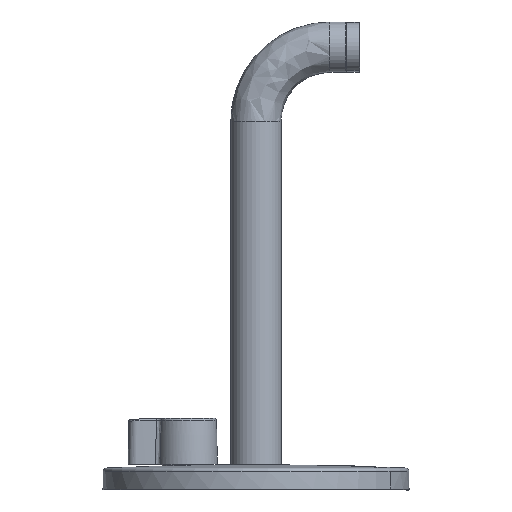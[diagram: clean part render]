
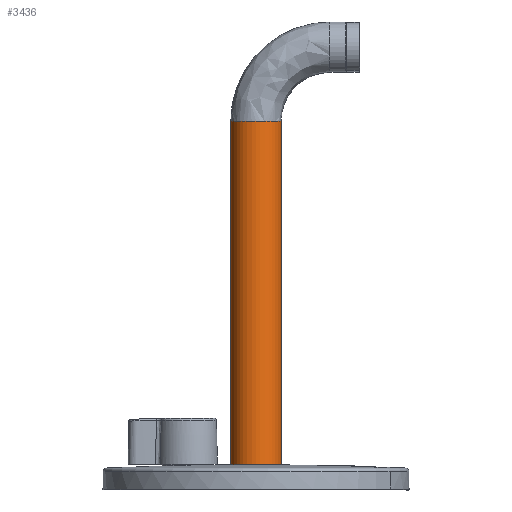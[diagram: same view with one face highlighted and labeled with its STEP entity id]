
A CAD part, left-side view. The second image highlights one B-rep face of the part: STEP entity #3436.
In plain terms, the highlighted cylindrical face has radius 14 mm (diameter 28 mm), a partial arc.
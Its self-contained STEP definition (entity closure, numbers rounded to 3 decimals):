
#5 = DIRECTION ( 'NONE',  ( 0., 1., 0. ) ) ;
#58 = VERTEX_POINT ( 'NONE', #2648 ) ;
#167 = DIRECTION ( 'NONE',  ( -1., 0., 0. ) ) ;
#248 = ORIENTED_EDGE ( 'NONE', *, *, #2045, .F. ) ;
#289 = ORIENTED_EDGE ( 'NONE', *, *, #984, .T. ) ;
#447 = DIRECTION ( 'NONE',  ( 0., 1., 0. ) ) ;
#503 = VECTOR ( 'NONE', #2634, 1000. ) ;
#630 = CARTESIAN_POINT ( 'NONE',  ( 0., 14., 204.569 ) ) ;
#639 = ORIENTED_EDGE ( 'NONE', *, *, #724, .T. ) ;
#724 = EDGE_CURVE ( 'NONE', #1766, #3192, #968, .T. ) ;
#845 = CARTESIAN_POINT ( 'NONE',  ( 0., 0., 204.569 ) ) ;
#915 = CARTESIAN_POINT ( 'NONE',  ( 0., 14., 204.569 ) ) ;
#968 = LINE ( 'NONE', #630, #1862 ) ;
#978 = DIRECTION ( 'NONE',  ( 0., 0., -1. ) ) ;
#984 = EDGE_CURVE ( 'NONE', #58, #1766, #3162, .T. ) ;
#1294 = CARTESIAN_POINT ( 'NONE',  ( 0., 0., 204.569 ) ) ;
#1302 = AXIS2_PLACEMENT_3D ( 'NONE', #1294, #3253, #447 ) ;
#1345 = CARTESIAN_POINT ( 'NONE',  ( 0., 0., 13.947 ) ) ;
#1412 = ORIENTED_EDGE ( 'NONE', *, *, #1713, .F. ) ;
#1474 = CARTESIAN_POINT ( 'NONE',  ( 0., -14., 204.569 ) ) ;
#1569 = CYLINDRICAL_SURFACE ( 'NONE', #2239, 14. ) ;
#1709 = LINE ( 'NONE', #1474, #503 ) ;
#1713 = EDGE_CURVE ( 'NONE', #2669, #3192, #3015, .T. ) ;
#1766 = VERTEX_POINT ( 'NONE', #915 ) ;
#1862 = VECTOR ( 'NONE', #978, 1000. ) ;
#1956 = AXIS2_PLACEMENT_3D ( 'NONE', #1345, #3538, #167 ) ;
#2045 = EDGE_CURVE ( 'NONE', #58, #2669, #1709, .T. ) ;
#2239 = AXIS2_PLACEMENT_3D ( 'NONE', #845, #2522, #5 ) ;
#2297 = CARTESIAN_POINT ( 'NONE',  ( 0., -14., 13.947 ) ) ;
#2522 = DIRECTION ( 'NONE',  ( 0., 0., -1. ) ) ;
#2634 = DIRECTION ( 'NONE',  ( 0., 0., -1. ) ) ;
#2648 = CARTESIAN_POINT ( 'NONE',  ( 0., -14., 204.569 ) ) ;
#2669 = VERTEX_POINT ( 'NONE', #2297 ) ;
#2717 = EDGE_LOOP ( 'NONE', ( #248, #289, #639, #1412 ) ) ;
#3015 = CIRCLE ( 'NONE', #1956, 14. ) ;
#3162 = CIRCLE ( 'NONE', #1302, 14. ) ;
#3178 = FACE_OUTER_BOUND ( 'NONE', #2717, .T. ) ;
#3192 = VERTEX_POINT ( 'NONE', #3499 ) ;
#3253 = DIRECTION ( 'NONE',  ( 0., 0., -1. ) ) ;
#3436 = ADVANCED_FACE ( 'NONE', ( #3178 ), #1569, .T. ) ;
#3499 = CARTESIAN_POINT ( 'NONE',  ( 0., 14., 13.947 ) ) ;
#3538 = DIRECTION ( 'NONE',  ( 0., 0., -1. ) ) ;
